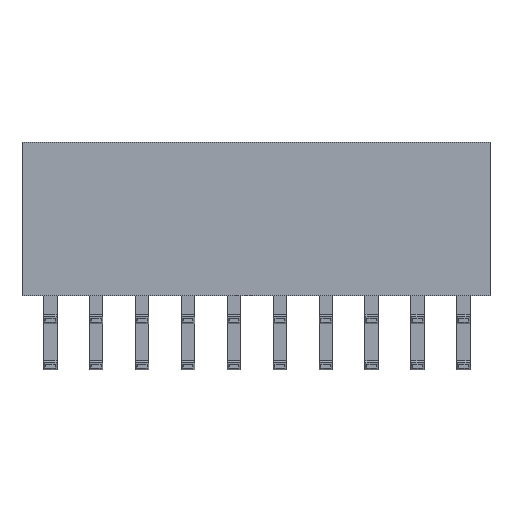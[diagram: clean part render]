
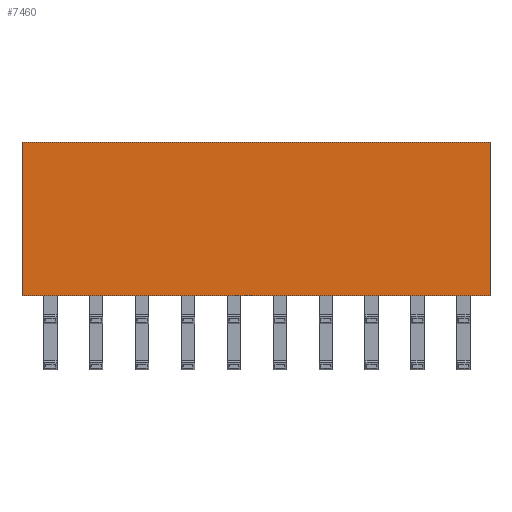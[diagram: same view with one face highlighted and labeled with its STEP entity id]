
A CAD part, front view. The second image highlights one B-rep face of the part: STEP entity #7460.
In plain terms, the highlighted planar face has unit normal (0, -1, 0).
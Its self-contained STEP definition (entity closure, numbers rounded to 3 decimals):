
#816=ORIENTED_EDGE('',*,*,#2816,.F.);
#817=ORIENTED_EDGE('',*,*,#2827,.F.);
#818=ORIENTED_EDGE('',*,*,#2821,.F.);
#819=ORIENTED_EDGE('',*,*,#2326,.F.);
#2326=EDGE_CURVE('',#3396,#3397,#4080,.T.);
#2816=EDGE_CURVE('',#3765,#3396,#4570,.T.);
#2821=EDGE_CURVE('',#3397,#3768,#4575,.T.);
#2827=EDGE_CURVE('',#3768,#3765,#4581,.T.);
#3396=VERTEX_POINT('',#10213);
#3397=VERTEX_POINT('',#10215);
#3765=VERTEX_POINT('',#11154);
#3768=VERTEX_POINT('',#11164);
#4080=LINE('',#10214,#5126);
#4570=LINE('',#11155,#5616);
#4575=LINE('',#11163,#5621);
#4581=LINE('',#11173,#5627);
#5126=VECTOR('',#8275,1000.);
#5616=VECTOR('',#8929,1000.);
#5621=VECTOR('',#8936,1000.);
#5627=VECTOR('',#8946,1000.);
#6256=EDGE_LOOP('',(#816,#817,#818,#819));
#6688=FACE_BOUND('',#6256,.T.);
#7080=PLANE('',#7890);
#7460=ADVANCED_FACE('',(#6688),#7080,.F.);
#7890=AXIS2_PLACEMENT_3D('',#11174,#8947,#8948);
#8275=DIRECTION('',(1.,0.,0.));
#8929=DIRECTION('',(0.,0.,1.));
#8936=DIRECTION('',(0.,0.,-1.));
#8946=DIRECTION('',(-1.,0.,0.));
#8947=DIRECTION('',(0.,1.,0.));
#8948=DIRECTION('',(0.,0.,1.));
#10213=CARTESIAN_POINT('',(-12.95,-2.5,4.25));
#10214=CARTESIAN_POINT('',(-12.95,-2.5,4.25));
#10215=CARTESIAN_POINT('',(12.95,-2.5,4.25));
#11154=CARTESIAN_POINT('',(-12.95,-2.5,-4.25));
#11155=CARTESIAN_POINT('',(-12.95,-2.5,-4.25));
#11163=CARTESIAN_POINT('',(12.95,-2.5,4.25));
#11164=CARTESIAN_POINT('',(12.95,-2.5,-4.25));
#11173=CARTESIAN_POINT('',(12.95,-2.5,-4.25));
#11174=CARTESIAN_POINT('',(0.,-2.5,0.));
